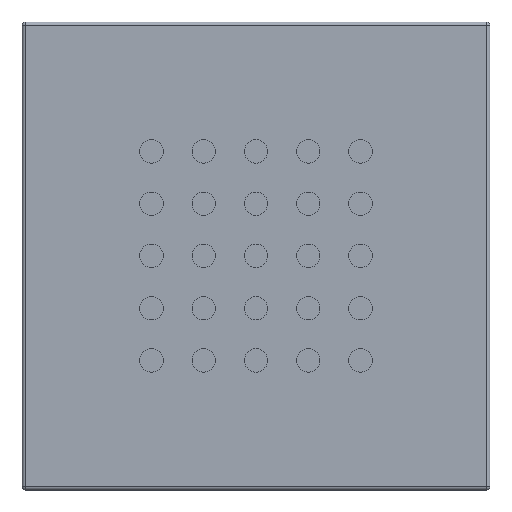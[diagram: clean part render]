
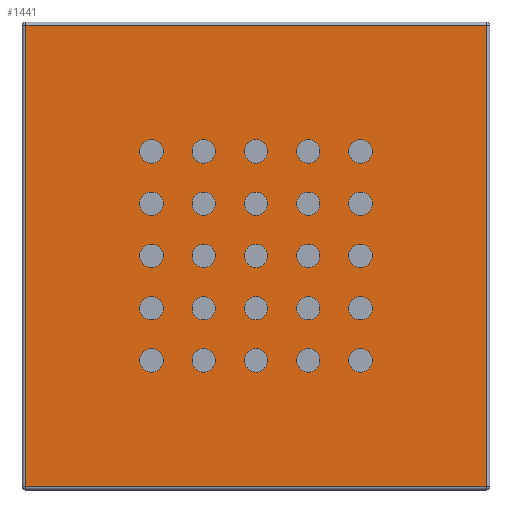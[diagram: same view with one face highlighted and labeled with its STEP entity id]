
A CAD part, top view. The second image highlights one B-rep face of the part: STEP entity #1441.
In plain terms, the highlighted face is planar.
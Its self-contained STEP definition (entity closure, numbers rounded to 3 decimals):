
#69 = VERTEX_POINT ( 'NONE', #1498 ) ;
#180 = LINE ( 'NONE', #2946, #2543 ) ;
#223 = LINE ( 'NONE', #924, #2594 ) ;
#318 = PLANE ( 'NONE',  #2581 ) ;
#328 = LINE ( 'NONE', #2967, #1413 ) ;
#340 = ORIENTED_EDGE ( 'NONE', *, *, #494, .T. ) ;
#494 = EDGE_CURVE ( 'NONE', #69, #973, #180, .T. ) ;
#532 = ORIENTED_EDGE ( 'NONE', *, *, #2456, .T. ) ;
#606 = ORIENTED_EDGE ( 'NONE', *, *, #709, .T. ) ;
#624 = CARTESIAN_POINT ( 'NONE',  ( -59.2, 9.5, -59.2 ) ) ;
#691 = CARTESIAN_POINT ( 'NONE',  ( 59.2, 9.5, -59.2 ) ) ;
#709 = EDGE_CURVE ( 'NONE', #973, #2590, #1991, .T. ) ;
#924 = CARTESIAN_POINT ( 'NONE',  ( -59.2, 9.5, 59.2 ) ) ;
#934 = EDGE_CURVE ( 'NONE', #1820, #69, #328, .T. ) ;
#973 = VERTEX_POINT ( 'NONE', #691 ) ;
#1022 = CARTESIAN_POINT ( 'NONE',  ( -60., 9.5, 60. ) ) ;
#1244 = DIRECTION ( 'NONE',  ( 0., 0., 1. ) ) ;
#1386 = VECTOR ( 'NONE', #1973, 1000. ) ;
#1413 = VECTOR ( 'NONE', #1813, 1000. ) ;
#1441 = ADVANCED_FACE ( 'NONE', ( #1988 ), #318, .T. ) ;
#1498 = CARTESIAN_POINT ( 'NONE',  ( 59.2, 9.5, 59.2 ) ) ;
#1683 = ORIENTED_EDGE ( 'NONE', *, *, #934, .T. ) ;
#1811 = EDGE_LOOP ( 'NONE', ( #340, #606, #532, #1683 ) ) ;
#1813 = DIRECTION ( 'NONE',  ( 1., 0., 0. ) ) ;
#1820 = VERTEX_POINT ( 'NONE', #2014 ) ;
#1973 = DIRECTION ( 'NONE',  ( -1., 0., 0. ) ) ;
#1988 = FACE_OUTER_BOUND ( 'NONE', #1811, .T. ) ;
#1991 = LINE ( 'NONE', #624, #1386 ) ;
#2014 = CARTESIAN_POINT ( 'NONE',  ( -59.2, 9.5, 59.2 ) ) ;
#2456 = EDGE_CURVE ( 'NONE', #2590, #1820, #223, .T. ) ;
#2524 = DIRECTION ( 'NONE',  ( 0., 0., 1. ) ) ;
#2543 = VECTOR ( 'NONE', #2721, 1000. ) ;
#2581 = AXIS2_PLACEMENT_3D ( 'NONE', #1022, #2618, #1244 ) ;
#2590 = VERTEX_POINT ( 'NONE', #2774 ) ;
#2594 = VECTOR ( 'NONE', #2524, 1000. ) ;
#2618 = DIRECTION ( 'NONE',  ( 0., 1., 0. ) ) ;
#2721 = DIRECTION ( 'NONE',  ( 0., 0., -1. ) ) ;
#2774 = CARTESIAN_POINT ( 'NONE',  ( -59.2, 9.5, -59.2 ) ) ;
#2946 = CARTESIAN_POINT ( 'NONE',  ( 59.2, 9.5, -59.2 ) ) ;
#2967 = CARTESIAN_POINT ( 'NONE',  ( 59.2, 9.5, 59.2 ) ) ;
